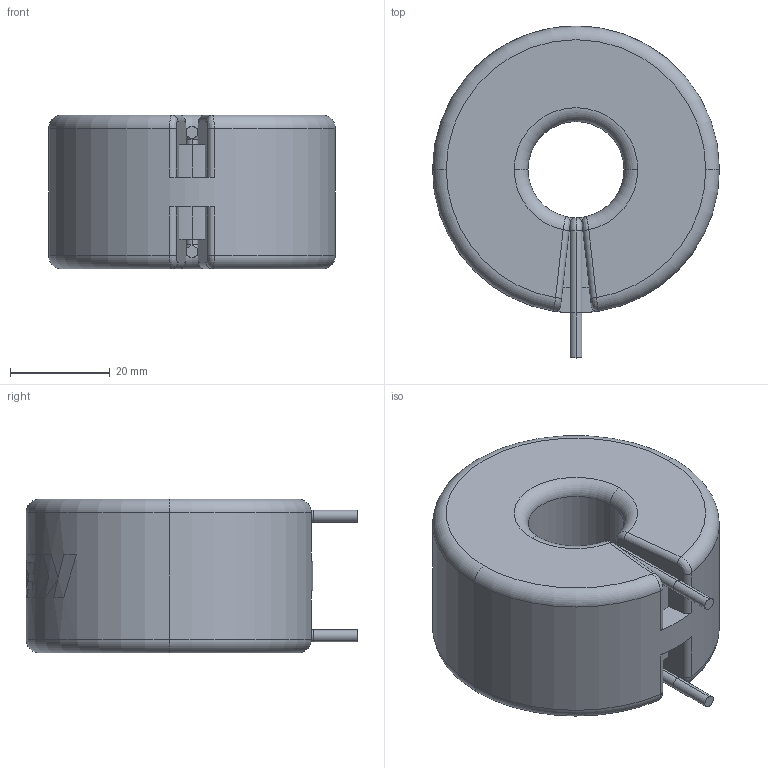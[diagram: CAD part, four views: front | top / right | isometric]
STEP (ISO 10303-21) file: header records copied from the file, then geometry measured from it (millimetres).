
FILE_DESCRIPTION (( 'STEP AP214' ), '1' );
FILE_NAME ('SHBC24W-2R4A0174V.STEP', '2019-01-29T06:46:51', ( '' ), ( '' ), 'SwSTEP 2.0', 'SolidWorks 2018', '' );
FILE_SCHEMA (( 'AUTOMOTIVE_DESIGN' ));
Length unit declared in the file: millimetre
Products named in the file (1): SHBC24W-2R4A0174V
Bounding box: 57.6 x 66.6 x 30.9 mm (x, y, z)
Volume: 69553.3 mm3; surface area: 12454.4 mm2
Topology: 1 solids, 1 shells, 82 faces, 248 edges, 169 vertices
Faces by surface type: cylinder 42, torus 16, plane 16, bspline 8
Entity records: 4383 total; most frequent: CARTESIAN_POINT 1263, ORIENTED_EDGE 496, DIRECTION 439, EDGE_CURVE 248, AXIS2_PLACEMENT_3D 185, VERTEX_POINT 169, CIRCLE 110, UNCERTAINTY_MEASURE_WITH_UNIT 85
